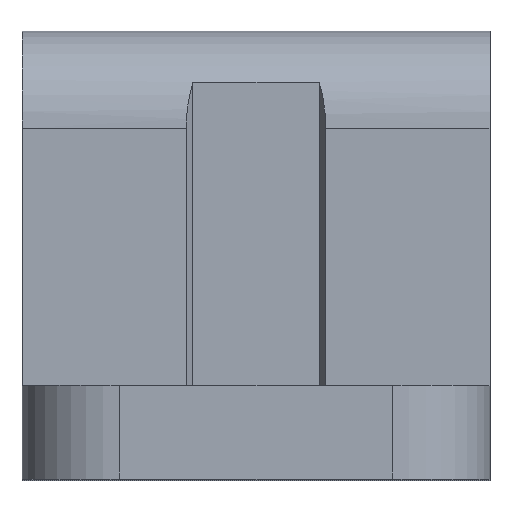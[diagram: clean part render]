
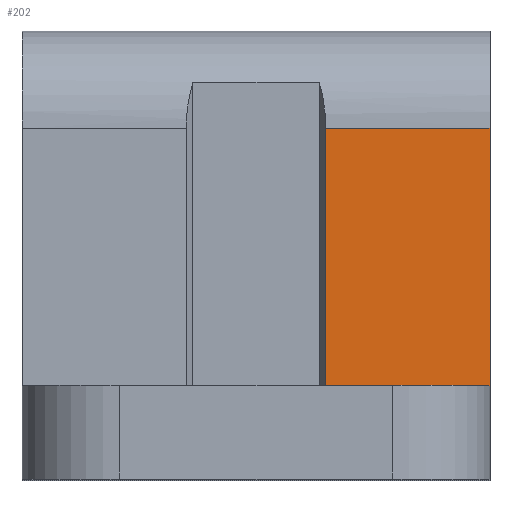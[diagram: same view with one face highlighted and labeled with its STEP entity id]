
A CAD part, top view. The second image highlights one B-rep face of the part: STEP entity #202.
In plain terms, the highlighted planar face has unit normal (0, 0, 1).
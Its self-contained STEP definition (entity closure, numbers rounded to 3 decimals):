
#16 = VERTEX_POINT ( 'NONE', #688 ) ;
#24 = CARTESIAN_POINT ( 'NONE',  ( 7.79, 0., 7.726 ) ) ;
#56 = LINE ( 'NONE', #81, #1225 ) ;
#81 = CARTESIAN_POINT ( 'NONE',  ( 12., 0., 7.726 ) ) ;
#85 = DIRECTION ( 'NONE',  ( -1., 0., 0. ) ) ;
#182 = VERTEX_POINT ( 'NONE', #274 ) ;
#202 = ADVANCED_FACE ( 'NONE', ( #639 ), #1073, .F. ) ;
#274 = CARTESIAN_POINT ( 'NONE',  ( 12., 2.018, 7.726 ) ) ;
#336 = CARTESIAN_POINT ( 'NONE',  ( 7.79, 2.018, 7.726 ) ) ;
#359 = EDGE_CURVE ( 'NONE', #743, #16, #1027, .T. ) ;
#370 = VERTEX_POINT ( 'NONE', #336 ) ;
#444 = ORIENTED_EDGE ( 'NONE', *, *, #359, .F. ) ;
#457 = CARTESIAN_POINT ( 'NONE',  ( 12., -4.582, 7.726 ) ) ;
#494 = ORIENTED_EDGE ( 'NONE', *, *, #1378, .T. ) ;
#496 = AXIS2_PLACEMENT_3D ( 'NONE', #1311, #527, #759 ) ;
#527 = DIRECTION ( 'NONE',  ( 0., 0., -1. ) ) ;
#540 = DIRECTION ( 'NONE',  ( 0., -1., 0. ) ) ;
#566 = VECTOR ( 'NONE', #576, 1000. ) ;
#576 = DIRECTION ( 'NONE',  ( -1., 0., 0. ) ) ;
#639 = FACE_OUTER_BOUND ( 'NONE', #1106, .T. ) ;
#657 = LINE ( 'NONE', #1115, #1045 ) ;
#664 = CARTESIAN_POINT ( 'NONE',  ( 12., -4.582, 7.726 ) ) ;
#688 = CARTESIAN_POINT ( 'NONE',  ( 7.79, -4.582, 7.726 ) ) ;
#704 = DIRECTION ( 'NONE',  ( 0., 1., 0. ) ) ;
#743 = VERTEX_POINT ( 'NONE', #664 ) ;
#759 = DIRECTION ( 'NONE',  ( -1., 0., 0. ) ) ;
#892 = EDGE_CURVE ( 'NONE', #182, #743, #56, .T. ) ;
#959 = ORIENTED_EDGE ( 'NONE', *, *, #892, .F. ) ;
#996 = LINE ( 'NONE', #24, #1408 ) ;
#1008 = EDGE_CURVE ( 'NONE', #16, #370, #996, .T. ) ;
#1016 = ORIENTED_EDGE ( 'NONE', *, *, #1008, .F. ) ;
#1027 = LINE ( 'NONE', #457, #566 ) ;
#1045 = VECTOR ( 'NONE', #85, 1000. ) ;
#1073 = PLANE ( 'NONE',  #496 ) ;
#1106 = EDGE_LOOP ( 'NONE', ( #1016, #444, #959, #494 ) ) ;
#1115 = CARTESIAN_POINT ( 'NONE',  ( 12., 2.018, 7.726 ) ) ;
#1225 = VECTOR ( 'NONE', #540, 1000. ) ;
#1311 = CARTESIAN_POINT ( 'NONE',  ( 12., 0., 7.726 ) ) ;
#1378 = EDGE_CURVE ( 'NONE', #182, #370, #657, .T. ) ;
#1408 = VECTOR ( 'NONE', #704, 1000. ) ;
